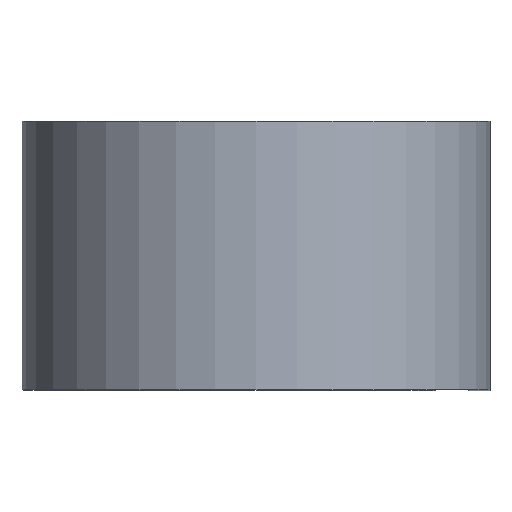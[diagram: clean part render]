
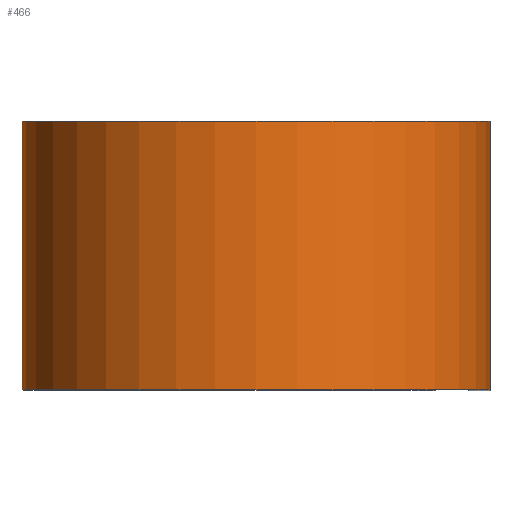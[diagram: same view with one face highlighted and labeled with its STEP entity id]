
A CAD part, top view. The second image highlights one B-rep face of the part: STEP entity #466.
In plain terms, the highlighted cylindrical face has radius 16.599 mm (diameter 33.198 mm), a partial arc.
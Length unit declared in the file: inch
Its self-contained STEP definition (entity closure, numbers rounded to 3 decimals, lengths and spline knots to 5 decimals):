
#2 = EDGE_CURVE ( 'NONE', #438, #186, #297, .T. ) ;
#47 = DIRECTION ( 'NONE',  ( 0., 0., -1. ) ) ;
#62 = CYLINDRICAL_SURFACE ( 'NONE', #65, 0.6535 ) ;
#65 = AXIS2_PLACEMENT_3D ( 'NONE', #574, #538, #47 ) ;
#82 = FACE_OUTER_BOUND ( 'NONE', #513, .T. ) ;
#83 = CARTESIAN_POINT ( 'NONE',  ( 0.6535, 0.375, 0. ) ) ;
#104 = CARTESIAN_POINT ( 'NONE',  ( 0., 0.375, -0.6535 ) ) ;
#117 = CARTESIAN_POINT ( 'NONE',  ( 0.6535, 0.375, 0. ) ) ;
#124 = ORIENTED_EDGE ( 'NONE', *, *, #611, .F. ) ;
#132 = DIRECTION ( 'NONE',  ( 0., 1., 0. ) ) ;
#186 = VERTEX_POINT ( 'NONE', #83 ) ;
#192 = ORIENTED_EDGE ( 'NONE', *, *, #2, .F. ) ;
#207 = EDGE_CURVE ( 'NONE', #438, #624, #452, .T. ) ;
#260 = DIRECTION ( 'NONE',  ( 0., -1., 0. ) ) ;
#280 = DIRECTION ( 'NONE',  ( 0., -1., 0. ) ) ;
#297 = CIRCLE ( 'NONE', #551, 0.6535 ) ;
#301 = EDGE_CURVE ( 'NONE', #624, #378, #433, .T. ) ;
#331 = CARTESIAN_POINT ( 'NONE',  ( 0., -0.375, -0.6535 ) ) ;
#342 = ORIENTED_EDGE ( 'NONE', *, *, #207, .T. ) ;
#359 = AXIS2_PLACEMENT_3D ( 'NONE', #396, #398, #409 ) ;
#378 = VERTEX_POINT ( 'NONE', #481 ) ;
#396 = CARTESIAN_POINT ( 'NONE',  ( 0., -0.375, 0. ) ) ;
#398 = DIRECTION ( 'NONE',  ( 0., 1., 0. ) ) ;
#409 = DIRECTION ( 'NONE',  ( 1., 0., 0. ) ) ;
#427 = CARTESIAN_POINT ( 'NONE',  ( 0., 0.375, 0. ) ) ;
#433 = CIRCLE ( 'NONE', #359, 0.6535 ) ;
#434 = VECTOR ( 'NONE', #260, 39.37008 ) ;
#438 = VERTEX_POINT ( 'NONE', #104 ) ;
#452 = LINE ( 'NONE', #614, #434 ) ;
#463 = DIRECTION ( 'NONE',  ( 1., 0., 0. ) ) ;
#466 = ADVANCED_FACE ( 'NONE', ( #82 ), #62, .T. ) ;
#481 = CARTESIAN_POINT ( 'NONE',  ( 0.6535, -0.375, 0. ) ) ;
#486 = ORIENTED_EDGE ( 'NONE', *, *, #301, .T. ) ;
#513 = EDGE_LOOP ( 'NONE', ( #486, #124, #192, #342 ) ) ;
#538 = DIRECTION ( 'NONE',  ( 0., -1., 0. ) ) ;
#551 = AXIS2_PLACEMENT_3D ( 'NONE', #427, #132, #463 ) ;
#574 = CARTESIAN_POINT ( 'NONE',  ( 0., 0.375, 0. ) ) ;
#576 = VECTOR ( 'NONE', #280, 39.37008 ) ;
#611 = EDGE_CURVE ( 'NONE', #186, #378, #623, .T. ) ;
#614 = CARTESIAN_POINT ( 'NONE',  ( 0., 0.375, -0.6535 ) ) ;
#623 = LINE ( 'NONE', #117, #576 ) ;
#624 = VERTEX_POINT ( 'NONE', #331 ) ;
